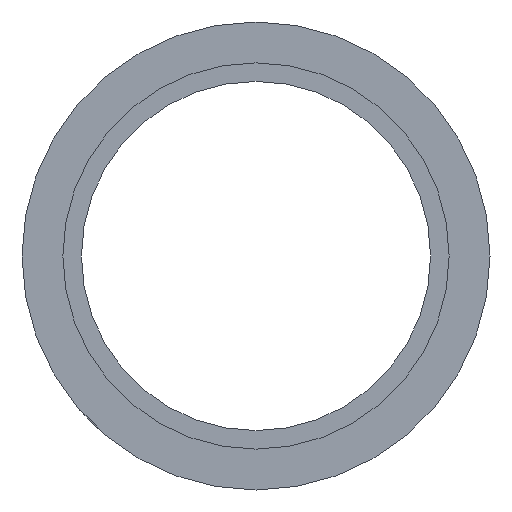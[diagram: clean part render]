
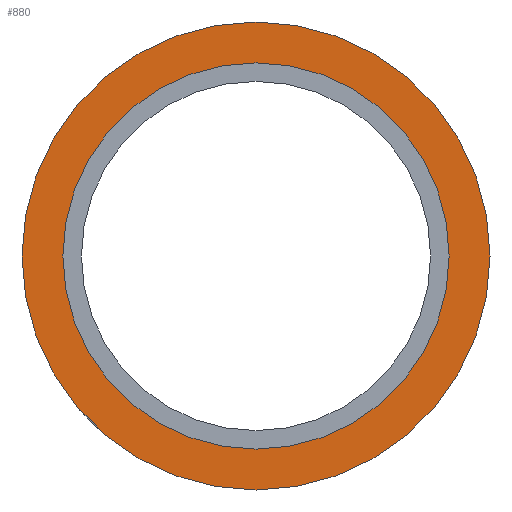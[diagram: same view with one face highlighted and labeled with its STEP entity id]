
A CAD part, front view. The second image highlights one B-rep face of the part: STEP entity #880.
In plain terms, the highlighted planar face has unit normal (0, -1, 0).
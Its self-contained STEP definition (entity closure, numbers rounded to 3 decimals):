
#23 = CARTESIAN_POINT ( 'NONE',  ( 0., -4.003, 25.6 ) ) ;
#48 = AXIS2_PLACEMENT_3D ( 'NONE', #117, #306, #403 ) ;
#62 = CARTESIAN_POINT ( 'NONE',  ( 0., -4.003, -25.6 ) ) ;
#95 = AXIS2_PLACEMENT_3D ( 'NONE', #809, #1090, #153 ) ;
#117 = CARTESIAN_POINT ( 'NONE',  ( 0., -4.003, 0. ) ) ;
#153 = DIRECTION ( 'NONE',  ( 0., 0., -1. ) ) ;
#210 = EDGE_LOOP ( 'NONE', ( #840, #387 ) ) ;
#216 = AXIS2_PLACEMENT_3D ( 'NONE', #655, #544, #1011 ) ;
#295 = EDGE_CURVE ( 'NONE', #913, #524, #1015, .T. ) ;
#306 = DIRECTION ( 'NONE',  ( 0., -1., 0. ) ) ;
#312 = EDGE_LOOP ( 'NONE', ( #826, #496 ) ) ;
#352 = FACE_OUTER_BOUND ( 'NONE', #210, .T. ) ;
#387 = ORIENTED_EDGE ( 'NONE', *, *, #858, .T. ) ;
#398 = DIRECTION ( 'NONE',  ( 0., -1., 0. ) ) ;
#403 = DIRECTION ( 'NONE',  ( 0., 0., -1. ) ) ;
#407 = DIRECTION ( 'NONE',  ( 0., 0., -1. ) ) ;
#483 = AXIS2_PLACEMENT_3D ( 'NONE', #869, #398, #407 ) ;
#496 = ORIENTED_EDGE ( 'NONE', *, *, #712, .F. ) ;
#524 = VERTEX_POINT ( 'NONE', #1127 ) ;
#544 = DIRECTION ( 'NONE',  ( 0., 1., 0. ) ) ;
#570 = PLANE ( 'NONE',  #216 ) ;
#604 = FACE_BOUND ( 'NONE', #312, .T. ) ;
#655 = CARTESIAN_POINT ( 'NONE',  ( -31.5, -4.003, 0. ) ) ;
#712 = EDGE_CURVE ( 'NONE', #1053, #870, #801, .T. ) ;
#801 = CIRCLE ( 'NONE', #483, 25.6 ) ;
#809 = CARTESIAN_POINT ( 'NONE',  ( 0., -4.003, 0. ) ) ;
#823 = EDGE_CURVE ( 'NONE', #870, #1053, #996, .T. ) ;
#826 = ORIENTED_EDGE ( 'NONE', *, *, #823, .F. ) ;
#840 = ORIENTED_EDGE ( 'NONE', *, *, #295, .T. ) ;
#858 = EDGE_CURVE ( 'NONE', #524, #913, #1144, .T. ) ;
#869 = CARTESIAN_POINT ( 'NONE',  ( 0., -4.003, 0. ) ) ;
#870 = VERTEX_POINT ( 'NONE', #62 ) ;
#880 = ADVANCED_FACE ( 'NONE', ( #604, #352 ), #570, .F. ) ;
#913 = VERTEX_POINT ( 'NONE', #930 ) ;
#930 = CARTESIAN_POINT ( 'NONE',  ( 0., -4.003, -31.5 ) ) ;
#973 = DIRECTION ( 'NONE',  ( 0., -1., 0. ) ) ;
#979 = DIRECTION ( 'NONE',  ( 0., 0., -1. ) ) ;
#996 = CIRCLE ( 'NONE', #95, 25.6 ) ;
#1011 = DIRECTION ( 'NONE',  ( 0., 0., 1. ) ) ;
#1015 = CIRCLE ( 'NONE', #48, 31.5 ) ;
#1053 = VERTEX_POINT ( 'NONE', #23 ) ;
#1090 = DIRECTION ( 'NONE',  ( 0., -1., 0. ) ) ;
#1105 = AXIS2_PLACEMENT_3D ( 'NONE', #1179, #973, #979 ) ;
#1127 = CARTESIAN_POINT ( 'NONE',  ( 0., -4.003, 31.5 ) ) ;
#1144 = CIRCLE ( 'NONE', #1105, 31.5 ) ;
#1179 = CARTESIAN_POINT ( 'NONE',  ( 0., -4.003, 0. ) ) ;
